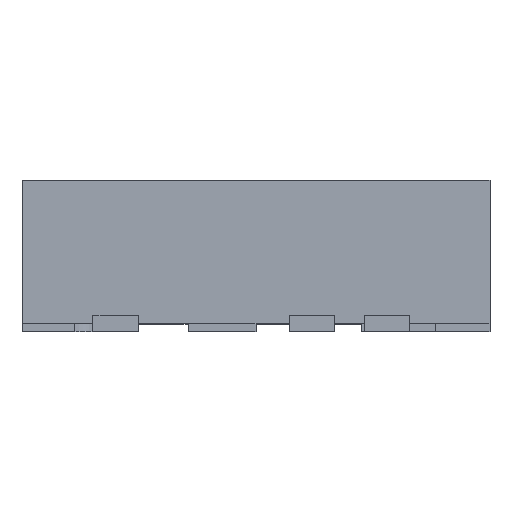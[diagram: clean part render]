
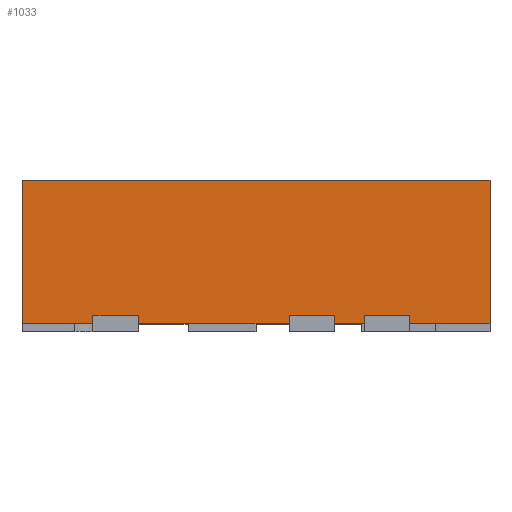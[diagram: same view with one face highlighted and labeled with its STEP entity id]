
A CAD part, top view. The second image highlights one B-rep face of the part: STEP entity #1033.
In plain terms, the highlighted planar face has unit normal (0, 0, 1).
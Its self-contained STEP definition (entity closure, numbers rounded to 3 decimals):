
#137 = LINE ( 'NONE', #1878, #1827 ) ;
#150 = CARTESIAN_POINT ( 'NONE',  ( 1.02, -0.475, 1.55 ) ) ;
#162 = DIRECTION ( 'NONE',  ( 1., 0., 0. ) ) ;
#192 = EDGE_CURVE ( 'NONE', #2680, #5031, #616, .T. ) ;
#195 = EDGE_CURVE ( 'NONE', #346, #1948, #5096, .T. ) ;
#208 = VECTOR ( 'NONE', #3282, 1000. ) ;
#234 = ORIENTED_EDGE ( 'NONE', *, *, #4162, .T. ) ;
#253 = VERTEX_POINT ( 'NONE', #5214 ) ;
#328 = DIRECTION ( 'NONE',  ( 0., -1., 0. ) ) ;
#346 = VERTEX_POINT ( 'NONE', #4809 ) ;
#353 = EDGE_CURVE ( 'NONE', #253, #3921, #2594, .T. ) ;
#364 = LINE ( 'NONE', #3706, #208 ) ;
#378 = VERTEX_POINT ( 'NONE', #150 ) ;
#415 = VERTEX_POINT ( 'NONE', #1537 ) ;
#431 = EDGE_CURVE ( 'NONE', #4709, #4594, #3415, .T. ) ;
#526 = VERTEX_POINT ( 'NONE', #1373 ) ;
#559 = DIRECTION ( 'NONE',  ( 0., -1., 0. ) ) ;
#616 = LINE ( 'NONE', #2243, #4070 ) ;
#645 = CARTESIAN_POINT ( 'NONE',  ( 1.55, 0.475, 1.55 ) ) ;
#851 = LINE ( 'NONE', #3494, #1813 ) ;
#904 = EDGE_CURVE ( 'NONE', #253, #2680, #851, .T. ) ;
#1033 = ADVANCED_FACE ( 'NONE', ( #5844 ), #4542, .F. ) ;
#1124 = VECTOR ( 'NONE', #2545, 1000. ) ;
#1203 = VECTOR ( 'NONE', #162, 1000. ) ;
#1204 = ORIENTED_EDGE ( 'NONE', *, *, #192, .F. ) ;
#1289 = DIRECTION ( 'NONE',  ( -1., 0., 0. ) ) ;
#1305 = CARTESIAN_POINT ( 'NONE',  ( 1.02, -0.425, 1.55 ) ) ;
#1344 = VECTOR ( 'NONE', #328, 1000. ) ;
#1373 = CARTESIAN_POINT ( 'NONE',  ( -0.78, -0.475, 1.55 ) ) ;
#1412 = CARTESIAN_POINT ( 'NONE',  ( 0.52, -0.425, 1.55 ) ) ;
#1429 = ORIENTED_EDGE ( 'NONE', *, *, #2657, .T. ) ;
#1435 = DIRECTION ( 'NONE',  ( 1., 0., 0. ) ) ;
#1495 = VERTEX_POINT ( 'NONE', #3035 ) ;
#1510 = CARTESIAN_POINT ( 'NONE',  ( 0.22, -0.425, 1.55 ) ) ;
#1519 = DIRECTION ( 'NONE',  ( 0., -1., 0. ) ) ;
#1528 = VECTOR ( 'NONE', #4731, 1000. ) ;
#1537 = CARTESIAN_POINT ( 'NONE',  ( 0.72, -0.475, 1.55 ) ) ;
#1570 = ORIENTED_EDGE ( 'NONE', *, *, #1721, .F. ) ;
#1608 = CARTESIAN_POINT ( 'NONE',  ( 1.55, -0.475, 1.55 ) ) ;
#1674 = CARTESIAN_POINT ( 'NONE',  ( 1.02, -0.425, 1.55 ) ) ;
#1694 = ORIENTED_EDGE ( 'NONE', *, *, #353, .T. ) ;
#1721 = EDGE_CURVE ( 'NONE', #346, #2140, #364, .T. ) ;
#1726 = ORIENTED_EDGE ( 'NONE', *, *, #195, .T. ) ;
#1764 = EDGE_CURVE ( 'NONE', #1948, #415, #5503, .T. ) ;
#1791 = VECTOR ( 'NONE', #1519, 1000. ) ;
#1813 = VECTOR ( 'NONE', #5410, 1000. ) ;
#1827 = VECTOR ( 'NONE', #1435, 1000. ) ;
#1829 = DIRECTION ( 'NONE',  ( 0., -1., 0. ) ) ;
#1850 = ORIENTED_EDGE ( 'NONE', *, *, #2663, .T. ) ;
#1878 = CARTESIAN_POINT ( 'NONE',  ( -1.55, -0.475, 1.55 ) ) ;
#1922 = ORIENTED_EDGE ( 'NONE', *, *, #4830, .F. ) ;
#1948 = VERTEX_POINT ( 'NONE', #5803 ) ;
#1966 = VECTOR ( 'NONE', #2625, 1000. ) ;
#2080 = ORIENTED_EDGE ( 'NONE', *, *, #904, .F. ) ;
#2140 = VERTEX_POINT ( 'NONE', #3092 ) ;
#2181 = DIRECTION ( 'NONE',  ( 0., 0., -1. ) ) ;
#2209 = ORIENTED_EDGE ( 'NONE', *, *, #431, .F. ) ;
#2243 = CARTESIAN_POINT ( 'NONE',  ( 1.55, 0.475, 1.55 ) ) ;
#2250 = CARTESIAN_POINT ( 'NONE',  ( 1.02, -0.425, 1.55 ) ) ;
#2264 = CARTESIAN_POINT ( 'NONE',  ( -1.55, 0.475, 1.55 ) ) ;
#2301 = CARTESIAN_POINT ( 'NONE',  ( -0.78, -0.425, 1.55 ) ) ;
#2474 = EDGE_CURVE ( 'NONE', #4215, #1495, #4446, .T. ) ;
#2494 = CARTESIAN_POINT ( 'NONE',  ( -1.55, -0.475, 1.55 ) ) ;
#2496 = VERTEX_POINT ( 'NONE', #5340 ) ;
#2545 = DIRECTION ( 'NONE',  ( -1., 0., 0. ) ) ;
#2594 = LINE ( 'NONE', #2954, #1791 ) ;
#2625 = DIRECTION ( 'NONE',  ( 1., 0., 0. ) ) ;
#2657 = EDGE_CURVE ( 'NONE', #4215, #378, #5836, .T. ) ;
#2663 = EDGE_CURVE ( 'NONE', #378, #5031, #3039, .T. ) ;
#2680 = VERTEX_POINT ( 'NONE', #645 ) ;
#2954 = CARTESIAN_POINT ( 'NONE',  ( -1.55, 0.475, 1.55 ) ) ;
#3003 = LINE ( 'NONE', #4187, #3732 ) ;
#3035 = CARTESIAN_POINT ( 'NONE',  ( 0.72, -0.425, 1.55 ) ) ;
#3039 = LINE ( 'NONE', #2494, #1203 ) ;
#3092 = CARTESIAN_POINT ( 'NONE',  ( 0.22, -0.425, 1.55 ) ) ;
#3137 = LINE ( 'NONE', #3539, #1966 ) ;
#3282 = DIRECTION ( 'NONE',  ( -1., 0., 0. ) ) ;
#3415 = LINE ( 'NONE', #3952, #1124 ) ;
#3462 = ORIENTED_EDGE ( 'NONE', *, *, #4751, .T. ) ;
#3494 = CARTESIAN_POINT ( 'NONE',  ( -1.55, 0.475, 1.55 ) ) ;
#3521 = LINE ( 'NONE', #4100, #4921 ) ;
#3539 = CARTESIAN_POINT ( 'NONE',  ( -1.55, -0.475, 1.55 ) ) ;
#3654 = AXIS2_PLACEMENT_3D ( 'NONE', #2264, #2181, #1289 ) ;
#3706 = CARTESIAN_POINT ( 'NONE',  ( 0.22, -0.425, 1.55 ) ) ;
#3732 = VECTOR ( 'NONE', #1829, 1000. ) ;
#3747 = CARTESIAN_POINT ( 'NONE',  ( -1.55, -0.475, 1.55 ) ) ;
#3828 = ORIENTED_EDGE ( 'NONE', *, *, #2474, .F. ) ;
#3862 = DIRECTION ( 'NONE',  ( 0., -1., 0. ) ) ;
#3921 = VERTEX_POINT ( 'NONE', #5404 ) ;
#3952 = CARTESIAN_POINT ( 'NONE',  ( -0.78, -0.425, 1.55 ) ) ;
#4001 = EDGE_CURVE ( 'NONE', #4594, #4150, #3521, .T. ) ;
#4050 = CARTESIAN_POINT ( 'NONE',  ( -0.78, -0.425, 1.55 ) ) ;
#4070 = VECTOR ( 'NONE', #559, 1000. ) ;
#4100 = CARTESIAN_POINT ( 'NONE',  ( -1.08, -0.425, 1.55 ) ) ;
#4116 = ORIENTED_EDGE ( 'NONE', *, *, #1764, .T. ) ;
#4144 = EDGE_LOOP ( 'NONE', ( #4345, #1922, #1570, #1726, #4116, #4488, #3828, #1429, #1850, #1204, #2080, #1694, #3462, #4421, #2209, #234 ) ) ;
#4150 = VERTEX_POINT ( 'NONE', #5112 ) ;
#4162 = EDGE_CURVE ( 'NONE', #4709, #526, #4265, .T. ) ;
#4187 = CARTESIAN_POINT ( 'NONE',  ( 0.72, -0.425, 1.55 ) ) ;
#4215 = VERTEX_POINT ( 'NONE', #1305 ) ;
#4265 = LINE ( 'NONE', #2301, #5653 ) ;
#4345 = ORIENTED_EDGE ( 'NONE', *, *, #5903, .T. ) ;
#4421 = ORIENTED_EDGE ( 'NONE', *, *, #4001, .F. ) ;
#4446 = LINE ( 'NONE', #1674, #5621 ) ;
#4488 = ORIENTED_EDGE ( 'NONE', *, *, #5735, .F. ) ;
#4542 = PLANE ( 'NONE',  #3654 ) ;
#4594 = VERTEX_POINT ( 'NONE', #5917 ) ;
#4626 = LINE ( 'NONE', #1510, #5961 ) ;
#4700 = DIRECTION ( 'NONE',  ( 0., -1., 0. ) ) ;
#4709 = VERTEX_POINT ( 'NONE', #4050 ) ;
#4731 = DIRECTION ( 'NONE',  ( 1., 0., 0. ) ) ;
#4751 = EDGE_CURVE ( 'NONE', #3921, #4150, #3137, .T. ) ;
#4809 = CARTESIAN_POINT ( 'NONE',  ( 0.52, -0.425, 1.55 ) ) ;
#4830 = EDGE_CURVE ( 'NONE', #2140, #2496, #4626, .T. ) ;
#4921 = VECTOR ( 'NONE', #5945, 1000. ) ;
#5031 = VERTEX_POINT ( 'NONE', #1608 ) ;
#5096 = LINE ( 'NONE', #1412, #5756 ) ;
#5112 = CARTESIAN_POINT ( 'NONE',  ( -1.08, -0.475, 1.55 ) ) ;
#5214 = CARTESIAN_POINT ( 'NONE',  ( -1.55, 0.475, 1.55 ) ) ;
#5340 = CARTESIAN_POINT ( 'NONE',  ( 0.22, -0.475, 1.55 ) ) ;
#5404 = CARTESIAN_POINT ( 'NONE',  ( -1.55, -0.475, 1.55 ) ) ;
#5410 = DIRECTION ( 'NONE',  ( 1., 0., 0. ) ) ;
#5503 = LINE ( 'NONE', #3747, #1528 ) ;
#5581 = DIRECTION ( 'NONE',  ( 0., -1., 0. ) ) ;
#5621 = VECTOR ( 'NONE', #5880, 1000. ) ;
#5653 = VECTOR ( 'NONE', #5581, 1000. ) ;
#5735 = EDGE_CURVE ( 'NONE', #1495, #415, #3003, .T. ) ;
#5756 = VECTOR ( 'NONE', #4700, 1000. ) ;
#5803 = CARTESIAN_POINT ( 'NONE',  ( 0.52, -0.475, 1.55 ) ) ;
#5836 = LINE ( 'NONE', #2250, #1344 ) ;
#5844 = FACE_OUTER_BOUND ( 'NONE', #4144, .T. ) ;
#5880 = DIRECTION ( 'NONE',  ( -1., 0., 0. ) ) ;
#5903 = EDGE_CURVE ( 'NONE', #526, #2496, #137, .T. ) ;
#5917 = CARTESIAN_POINT ( 'NONE',  ( -1.08, -0.425, 1.55 ) ) ;
#5945 = DIRECTION ( 'NONE',  ( 0., -1., 0. ) ) ;
#5961 = VECTOR ( 'NONE', #3862, 1000. ) ;
